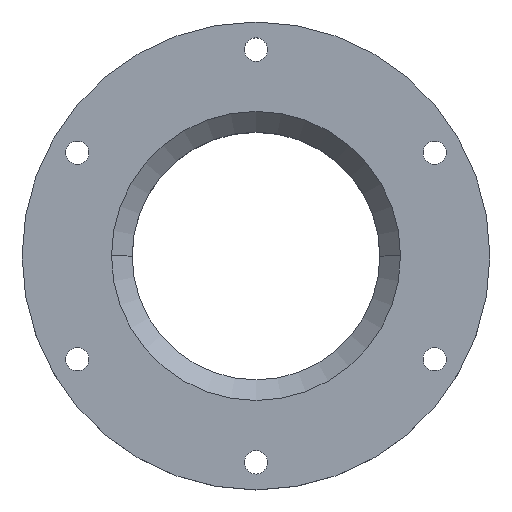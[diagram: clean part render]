
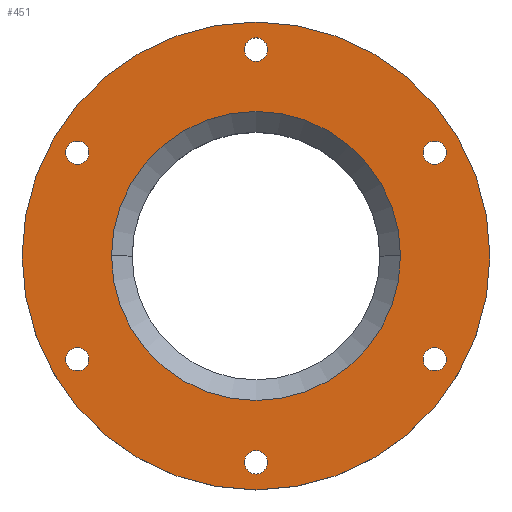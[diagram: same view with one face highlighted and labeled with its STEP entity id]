
A CAD part, top view. The second image highlights one B-rep face of the part: STEP entity #451.
In plain terms, the highlighted planar face has unit normal (0, 0, 1).
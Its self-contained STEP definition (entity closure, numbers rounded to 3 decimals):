
#6 = CARTESIAN_POINT ( 'NONE',  ( 52.5, 0., 64.5 ) ) ;
#8 = VERTEX_POINT ( 'NONE', #457 ) ;
#10 = CARTESIAN_POINT ( 'NONE',  ( -64.952, 37.5, 64.5 ) ) ;
#12 = AXIS2_PLACEMENT_3D ( 'NONE', #746, #177, #122 ) ;
#15 = EDGE_LOOP ( 'NONE', ( #306, #389 ) ) ;
#18 = DIRECTION ( 'NONE',  ( 0., 0., 1. ) ) ;
#26 = ORIENTED_EDGE ( 'NONE', *, *, #204, .T. ) ;
#29 = DIRECTION ( 'NONE',  ( 1., 0., 0. ) ) ;
#31 = DIRECTION ( 'NONE',  ( -1., 0., 0. ) ) ;
#42 = VERTEX_POINT ( 'NONE', #475 ) ;
#44 = AXIS2_PLACEMENT_3D ( 'NONE', #234, #180, #423 ) ;
#49 = AXIS2_PLACEMENT_3D ( 'NONE', #189, #752, #251 ) ;
#54 = CARTESIAN_POINT ( 'NONE',  ( -64.952, -37.5, 64.5 ) ) ;
#56 = ORIENTED_EDGE ( 'NONE', *, *, #801, .T. ) ;
#64 = EDGE_LOOP ( 'NONE', ( #770, #487 ) ) ;
#71 = DIRECTION ( 'NONE',  ( 0., 0., -1. ) ) ;
#73 = DIRECTION ( 'NONE',  ( 0., 0., -1. ) ) ;
#75 = ORIENTED_EDGE ( 'NONE', *, *, #520, .T. ) ;
#78 = CARTESIAN_POINT ( 'NONE',  ( 0., -75., 64.5 ) ) ;
#82 = DIRECTION ( 'NONE',  ( -1., 0., 0. ) ) ;
#87 = AXIS2_PLACEMENT_3D ( 'NONE', #10, #452, #82 ) ;
#88 = FACE_BOUND ( 'NONE', #417, .T. ) ;
#90 = CIRCLE ( 'NONE', #49, 4.25 ) ;
#94 = CARTESIAN_POINT ( 'NONE',  ( 0., 0., 64.5 ) ) ;
#96 = CARTESIAN_POINT ( 'NONE',  ( 0., 75., 64.5 ) ) ;
#98 = VERTEX_POINT ( 'NONE', #664 ) ;
#100 = DIRECTION ( 'NONE',  ( 1., 0., 0. ) ) ;
#118 = CIRCLE ( 'NONE', #187, 4.25 ) ;
#122 = DIRECTION ( 'NONE',  ( -1., 0., 0. ) ) ;
#133 = CARTESIAN_POINT ( 'NONE',  ( 64.952, -37.5, 64.5 ) ) ;
#137 = AXIS2_PLACEMENT_3D ( 'NONE', #586, #18, #100 ) ;
#139 = CARTESIAN_POINT ( 'NONE',  ( -4.25, 75., 64.5 ) ) ;
#155 = CARTESIAN_POINT ( 'NONE',  ( 60.702, -37.5, 64.5 ) ) ;
#159 = CARTESIAN_POINT ( 'NONE',  ( 64.952, 37.5, 64.5 ) ) ;
#164 = AXIS2_PLACEMENT_3D ( 'NONE', #133, #73, #521 ) ;
#167 = CARTESIAN_POINT ( 'NONE',  ( -85., 0., 64.5 ) ) ;
#168 = AXIS2_PLACEMENT_3D ( 'NONE', #288, #297, #346 ) ;
#177 = DIRECTION ( 'NONE',  ( 0., 0., -1. ) ) ;
#178 = VERTEX_POINT ( 'NONE', #167 ) ;
#179 = EDGE_CURVE ( 'NONE', #761, #786, #551, .T. ) ;
#180 = DIRECTION ( 'NONE',  ( 0., 0., -1. ) ) ;
#181 = DIRECTION ( 'NONE',  ( -1., 0., 0. ) ) ;
#185 = CARTESIAN_POINT ( 'NONE',  ( -4.25, -75., 64.5 ) ) ;
#187 = AXIS2_PLACEMENT_3D ( 'NONE', #617, #505, #808 ) ;
#189 = CARTESIAN_POINT ( 'NONE',  ( -64.952, 37.5, 64.5 ) ) ;
#198 = CARTESIAN_POINT ( 'NONE',  ( 69.202, -37.5, 64.5 ) ) ;
#203 = VERTEX_POINT ( 'NONE', #185 ) ;
#204 = EDGE_CURVE ( 'NONE', #8, #493, #90, .T. ) ;
#208 = EDGE_LOOP ( 'NONE', ( #348, #477 ) ) ;
#211 = DIRECTION ( 'NONE',  ( -1., 0., 0. ) ) ;
#218 = FACE_BOUND ( 'NONE', #597, .T. ) ;
#225 = FACE_BOUND ( 'NONE', #335, .T. ) ;
#230 = DIRECTION ( 'NONE',  ( 1., 0., 0. ) ) ;
#234 = CARTESIAN_POINT ( 'NONE',  ( -64.952, -37.5, 64.5 ) ) ;
#235 = EDGE_CURVE ( 'NONE', #397, #299, #305, .T. ) ;
#240 = EDGE_CURVE ( 'NONE', #507, #351, #253, .T. ) ;
#242 = CARTESIAN_POINT ( 'NONE',  ( 0., 0., 64.5 ) ) ;
#251 = DIRECTION ( 'NONE',  ( -1., 0., 0. ) ) ;
#253 = CIRCLE ( 'NONE', #12, 4.25 ) ;
#255 = EDGE_CURVE ( 'NONE', #42, #98, #473, .T. ) ;
#267 = CARTESIAN_POINT ( 'NONE',  ( 69.202, 37.5, 64.5 ) ) ;
#272 = CIRCLE ( 'NONE', #314, 4.25 ) ;
#274 = AXIS2_PLACEMENT_3D ( 'NONE', #514, #323, #211 ) ;
#278 = EDGE_CURVE ( 'NONE', #377, #758, #118, .T. ) ;
#288 = CARTESIAN_POINT ( 'NONE',  ( 0., 0., 64.5 ) ) ;
#294 = AXIS2_PLACEMENT_3D ( 'NONE', #54, #321, #181 ) ;
#297 = DIRECTION ( 'NONE',  ( 0., 0., 1. ) ) ;
#299 = VERTEX_POINT ( 'NONE', #139 ) ;
#305 = CIRCLE ( 'NONE', #336, 4.25 ) ;
#306 = ORIENTED_EDGE ( 'NONE', *, *, #506, .F. ) ;
#314 = AXIS2_PLACEMENT_3D ( 'NONE', #96, #536, #463 ) ;
#315 = DIRECTION ( 'NONE',  ( 0., 0., 1. ) ) ;
#321 = DIRECTION ( 'NONE',  ( 0., 0., -1. ) ) ;
#323 = DIRECTION ( 'NONE',  ( 0., 0., -1. ) ) ;
#325 = ORIENTED_EDGE ( 'NONE', *, *, #278, .T. ) ;
#327 = DIRECTION ( 'NONE',  ( -1., 0., 0. ) ) ;
#335 = EDGE_LOOP ( 'NONE', ( #642, #516 ) ) ;
#336 = AXIS2_PLACEMENT_3D ( 'NONE', #757, #552, #368 ) ;
#346 = DIRECTION ( 'NONE',  ( 1., 0., 0. ) ) ;
#348 = ORIENTED_EDGE ( 'NONE', *, *, #603, .T. ) ;
#349 = DIRECTION ( 'NONE',  ( 0., 0., -1. ) ) ;
#350 = DIRECTION ( 'NONE',  ( 0., 0., 1. ) ) ;
#351 = VERTEX_POINT ( 'NONE', #198 ) ;
#356 = FACE_BOUND ( 'NONE', #747, .T. ) ;
#363 = EDGE_CURVE ( 'NONE', #422, #203, #688, .T. ) ;
#368 = DIRECTION ( 'NONE',  ( -1., 0., 0. ) ) ;
#369 = VERTEX_POINT ( 'NONE', #575 ) ;
#377 = VERTEX_POINT ( 'NONE', #267 ) ;
#383 = CARTESIAN_POINT ( 'NONE',  ( 60.702, 37.5, 64.5 ) ) ;
#387 = CARTESIAN_POINT ( 'NONE',  ( -52.5, 0., 64.5 ) ) ;
#389 = ORIENTED_EDGE ( 'NONE', *, *, #179, .F. ) ;
#392 = CARTESIAN_POINT ( 'NONE',  ( 4.25, 75., 64.5 ) ) ;
#397 = VERTEX_POINT ( 'NONE', #392 ) ;
#415 = FACE_BOUND ( 'NONE', #208, .T. ) ;
#417 = EDGE_LOOP ( 'NONE', ( #26, #56 ) ) ;
#422 = VERTEX_POINT ( 'NONE', #650 ) ;
#423 = DIRECTION ( 'NONE',  ( -1., 0., 0. ) ) ;
#435 = EDGE_CURVE ( 'NONE', #369, #178, #496, .T. ) ;
#444 = CIRCLE ( 'NONE', #87, 4.25 ) ;
#446 = EDGE_CURVE ( 'NONE', #758, #377, #671, .T. ) ;
#451 = ADVANCED_FACE ( 'NONE', ( #791, #356, #88, #415, #225, #796, #218, #478 ), #735, .T. ) ;
#452 = DIRECTION ( 'NONE',  ( 0., 0., -1. ) ) ;
#454 = EDGE_LOOP ( 'NONE', ( #634, #690 ) ) ;
#457 = CARTESIAN_POINT ( 'NONE',  ( -69.202, 37.5, 64.5 ) ) ;
#463 = DIRECTION ( 'NONE',  ( -1., 0., 0. ) ) ;
#473 = CIRCLE ( 'NONE', #294, 4.25 ) ;
#475 = CARTESIAN_POINT ( 'NONE',  ( -60.702, -37.5, 64.5 ) ) ;
#477 = ORIENTED_EDGE ( 'NONE', *, *, #255, .T. ) ;
#478 = FACE_OUTER_BOUND ( 'NONE', #454, .T. ) ;
#487 = ORIENTED_EDGE ( 'NONE', *, *, #730, .T. ) ;
#493 = VERTEX_POINT ( 'NONE', #545 ) ;
#496 = CIRCLE ( 'NONE', #137, 85. ) ;
#505 = DIRECTION ( 'NONE',  ( 0., 0., -1. ) ) ;
#506 = EDGE_CURVE ( 'NONE', #786, #761, #525, .T. ) ;
#507 = VERTEX_POINT ( 'NONE', #155 ) ;
#514 = CARTESIAN_POINT ( 'NONE',  ( 0., -75., 64.5 ) ) ;
#516 = ORIENTED_EDGE ( 'NONE', *, *, #363, .T. ) ;
#520 = EDGE_CURVE ( 'NONE', #299, #397, #272, .T. ) ;
#521 = DIRECTION ( 'NONE',  ( -1., 0., 0. ) ) ;
#525 = CIRCLE ( 'NONE', #168, 52.5 ) ;
#536 = DIRECTION ( 'NONE',  ( 0., 0., -1. ) ) ;
#545 = CARTESIAN_POINT ( 'NONE',  ( -60.702, 37.5, 64.5 ) ) ;
#551 = CIRCLE ( 'NONE', #616, 52.5 ) ;
#552 = DIRECTION ( 'NONE',  ( 0., 0., -1. ) ) ;
#562 = AXIS2_PLACEMENT_3D ( 'NONE', #159, #349, #31 ) ;
#574 = CIRCLE ( 'NONE', #164, 4.25 ) ;
#575 = CARTESIAN_POINT ( 'NONE',  ( 85., 0., 64.5 ) ) ;
#586 = CARTESIAN_POINT ( 'NONE',  ( 0., 0., 64.5 ) ) ;
#597 = EDGE_LOOP ( 'NONE', ( #753, #325 ) ) ;
#600 = DIRECTION ( 'NONE',  ( 0., 0., 1. ) ) ;
#603 = EDGE_CURVE ( 'NONE', #98, #42, #721, .T. ) ;
#605 = CARTESIAN_POINT ( 'NONE',  ( 0., 0., 64.5 ) ) ;
#616 = AXIS2_PLACEMENT_3D ( 'NONE', #94, #350, #29 ) ;
#617 = CARTESIAN_POINT ( 'NONE',  ( 64.952, 37.5, 64.5 ) ) ;
#634 = ORIENTED_EDGE ( 'NONE', *, *, #675, .T. ) ;
#642 = ORIENTED_EDGE ( 'NONE', *, *, #795, .T. ) ;
#647 = AXIS2_PLACEMENT_3D ( 'NONE', #78, #71, #327 ) ;
#650 = CARTESIAN_POINT ( 'NONE',  ( 4.25, -75., 64.5 ) ) ;
#654 = AXIS2_PLACEMENT_3D ( 'NONE', #242, #315, #818 ) ;
#664 = CARTESIAN_POINT ( 'NONE',  ( -69.202, -37.5, 64.5 ) ) ;
#671 = CIRCLE ( 'NONE', #562, 4.25 ) ;
#675 = EDGE_CURVE ( 'NONE', #178, #369, #737, .T. ) ;
#688 = CIRCLE ( 'NONE', #647, 4.25 ) ;
#690 = ORIENTED_EDGE ( 'NONE', *, *, #435, .T. ) ;
#704 = ORIENTED_EDGE ( 'NONE', *, *, #235, .T. ) ;
#721 = CIRCLE ( 'NONE', #44, 4.25 ) ;
#730 = EDGE_CURVE ( 'NONE', #351, #507, #574, .T. ) ;
#735 = PLANE ( 'NONE',  #739 ) ;
#737 = CIRCLE ( 'NONE', #654, 85. ) ;
#739 = AXIS2_PLACEMENT_3D ( 'NONE', #605, #600, #230 ) ;
#746 = CARTESIAN_POINT ( 'NONE',  ( 64.952, -37.5, 64.5 ) ) ;
#747 = EDGE_LOOP ( 'NONE', ( #75, #704 ) ) ;
#752 = DIRECTION ( 'NONE',  ( 0., 0., -1. ) ) ;
#753 = ORIENTED_EDGE ( 'NONE', *, *, #446, .T. ) ;
#757 = CARTESIAN_POINT ( 'NONE',  ( 0., 75., 64.5 ) ) ;
#758 = VERTEX_POINT ( 'NONE', #383 ) ;
#761 = VERTEX_POINT ( 'NONE', #387 ) ;
#770 = ORIENTED_EDGE ( 'NONE', *, *, #240, .T. ) ;
#786 = VERTEX_POINT ( 'NONE', #6 ) ;
#791 = FACE_BOUND ( 'NONE', #15, .T. ) ;
#795 = EDGE_CURVE ( 'NONE', #203, #422, #803, .T. ) ;
#796 = FACE_BOUND ( 'NONE', #64, .T. ) ;
#801 = EDGE_CURVE ( 'NONE', #493, #8, #444, .T. ) ;
#803 = CIRCLE ( 'NONE', #274, 4.25 ) ;
#808 = DIRECTION ( 'NONE',  ( -1., 0., 0. ) ) ;
#818 = DIRECTION ( 'NONE',  ( 1., 0., 0. ) ) ;
